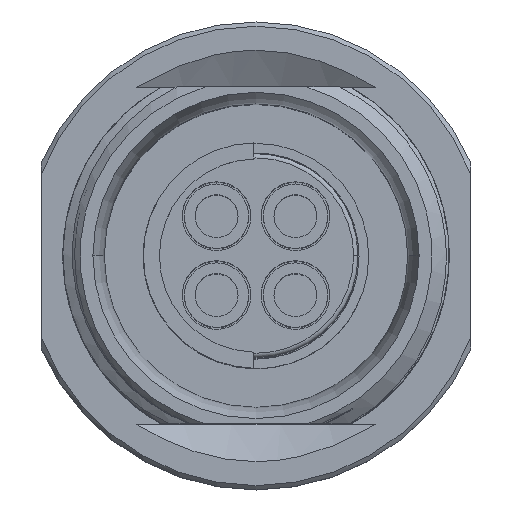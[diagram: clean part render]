
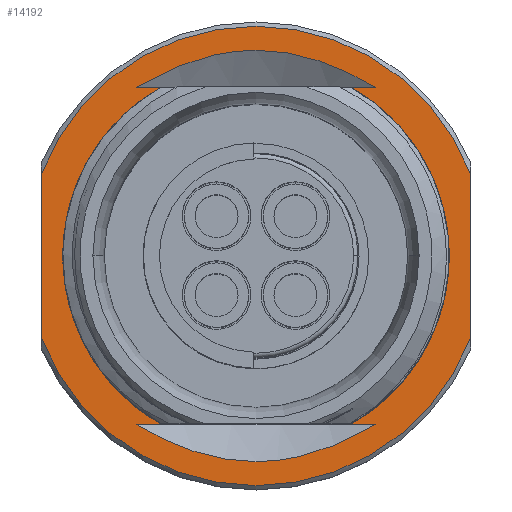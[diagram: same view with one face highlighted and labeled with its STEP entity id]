
A CAD part, top view. The second image highlights one B-rep face of the part: STEP entity #14192.
In plain terms, the highlighted planar face has unit normal (0, 0, 1).
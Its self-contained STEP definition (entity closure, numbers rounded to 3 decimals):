
#4421=CARTESIAN_POINT('',(5.,1.903,15.));
#4422=VERTEX_POINT('',#4421);
#4423=CARTESIAN_POINT('',(-5.,1.903,15.));
#4424=VERTEX_POINT('',#4423);
#4425=CARTESIAN_POINT('',(0.0,0.0,15.));
#4426=DIRECTION('',(0.,0.,1.0));
#4427=DIRECTION('',(0.935,0.356,0.));
#4428=AXIS2_PLACEMENT_3D('',#4425,#4426,#4427);
#4429=CIRCLE('',#4428,5.35);
#4430=EDGE_CURVE('',#4422,#4424,#4429,.T.);
#4460=CARTESIAN_POINT('',(5.,-1.903,15.));
#4461=VERTEX_POINT('',#4460);
#4471=CARTESIAN_POINT('',(-5.,-1.903,15.));
#4472=VERTEX_POINT('',#4471);
#4473=CARTESIAN_POINT('',(0.0,0.0,15.));
#4474=DIRECTION('',(0.,0.,1.0));
#4475=DIRECTION('',(-0.935,-0.356,0.));
#4476=AXIS2_PLACEMENT_3D('',#4473,#4474,#4475);
#4477=CIRCLE('',#4476,5.35);
#4478=EDGE_CURVE('',#4472,#4461,#4477,.T.);
#4497=CARTESIAN_POINT('',(2.784,3.925,15.0));
#4498=VERTEX_POINT('',#4497);
#4499=CARTESIAN_POINT('',(-2.784,3.925,15.));
#4500=VERTEX_POINT('',#4499);
#4508=CARTESIAN_POINT('',(0.,4.791,15.0));
#4509=VERTEX_POINT('',#4508);
#4510=CARTESIAN_POINT('',(-11.12,-5.45,15.));
#4511=CARTESIAN_POINT('',(0.,10.518,15.0));
#4512=CARTESIAN_POINT('',(11.12,-5.45,15.));
#4520=(BOUNDED_CURVE()B_SPLINE_CURVE(2,(#4510,#4511,#4512),.UNSPECIFIED.,.F.,.U.)B_SPLINE_CURVE_WITH_KNOTS((3,3),(0.0,30.234),.UNSPECIFIED.)CURVE()GEOMETRIC_REPRESENTATION_ITEM()RATIONAL_B_SPLINE_CURVE((1.0,1.788,1.0))REPRESENTATION_ITEM(''));
#4521=EDGE_CURVE('',#4509,#4498,#4520,.T.);
#4523=CARTESIAN_POINT('',(-11.12,-5.45,15.));
#4524=CARTESIAN_POINT('',(0.,10.518,15.0));
#4525=CARTESIAN_POINT('',(11.12,-5.45,15.));
#4533=(BOUNDED_CURVE()B_SPLINE_CURVE(2,(#4523,#4524,#4525),.UNSPECIFIED.,.F.,.U.)B_SPLINE_CURVE_WITH_KNOTS((3,3),(0.0,30.234),.UNSPECIFIED.)CURVE()GEOMETRIC_REPRESENTATION_ITEM()RATIONAL_B_SPLINE_CURVE((1.0,1.788,1.0))REPRESENTATION_ITEM(''));
#4534=EDGE_CURVE('',#4500,#4509,#4533,.T.);
#4544=CARTESIAN_POINT('',(2.784,-3.925,15.));
#4545=VERTEX_POINT('',#4544);
#4546=CARTESIAN_POINT('',(0.,-4.791,15.));
#4547=VERTEX_POINT('',#4546);
#4548=CARTESIAN_POINT('',(11.12,5.45,15.));
#4549=CARTESIAN_POINT('',(0.,-10.518,15.));
#4550=CARTESIAN_POINT('',(-11.12,5.45,15.0));
#4558=(BOUNDED_CURVE()B_SPLINE_CURVE(2,(#4548,#4549,#4550),.UNSPECIFIED.,.F.,.U.)B_SPLINE_CURVE_WITH_KNOTS((3,3),(0.0,30.234),.UNSPECIFIED.)CURVE()GEOMETRIC_REPRESENTATION_ITEM()RATIONAL_B_SPLINE_CURVE((1.0,1.788,1.0))REPRESENTATION_ITEM(''));
#4559=EDGE_CURVE('',#4545,#4547,#4558,.T.);
#4561=CARTESIAN_POINT('',(-2.784,-3.925,15.));
#4562=VERTEX_POINT('',#4561);
#4570=CARTESIAN_POINT('',(11.12,5.45,15.));
#4571=CARTESIAN_POINT('',(0.,-10.518,15.));
#4572=CARTESIAN_POINT('',(-11.12,5.45,15.0));
#4580=(BOUNDED_CURVE()B_SPLINE_CURVE(2,(#4570,#4571,#4572),.UNSPECIFIED.,.F.,.U.)B_SPLINE_CURVE_WITH_KNOTS((3,3),(0.0,30.234),.UNSPECIFIED.)CURVE()GEOMETRIC_REPRESENTATION_ITEM()RATIONAL_B_SPLINE_CURVE((1.0,1.788,1.0))REPRESENTATION_ITEM(''));
#4581=EDGE_CURVE('',#4547,#4562,#4580,.T.);
#5439=CARTESIAN_POINT('',(-2.201,-3.925,15.));
#5440=VERTEX_POINT('',#5439);
#5447=CARTESIAN_POINT('',(-2.784,-3.925,15.));
#5448=DIRECTION('',(1.0,0.0,0.0));
#5449=VECTOR('',#5448,0.583);
#5450=LINE('',#5447,#5449);
#5451=EDGE_CURVE('',#4562,#5440,#5450,.T.);
#5454=CARTESIAN_POINT('',(2.201,-3.925,15.));
#5455=VERTEX_POINT('',#5454);
#5456=CARTESIAN_POINT('',(2.201,-3.925,15.));
#5457=DIRECTION('',(1.0,0.0,0.0));
#5458=VECTOR('',#5457,0.583);
#5459=LINE('',#5456,#5458);
#5460=EDGE_CURVE('',#5455,#4545,#5459,.T.);
#9768=CARTESIAN_POINT('',(2.201,3.925,15.));
#9769=VERTEX_POINT('',#9768);
#9776=CARTESIAN_POINT('',(2.201,3.925,15.));
#9777=DIRECTION('',(1.0,0.0,0.0));
#9778=VECTOR('',#9777,0.583);
#9779=LINE('',#9776,#9778);
#9780=EDGE_CURVE('',#9769,#4498,#9779,.T.);
#9783=CARTESIAN_POINT('',(-2.201,3.925,15.0));
#9784=VERTEX_POINT('',#9783);
#9785=CARTESIAN_POINT('',(-2.784,3.925,15.));
#9786=DIRECTION('',(1.0,0.0,0.0));
#9787=VECTOR('',#9786,0.583);
#9788=LINE('',#9785,#9787);
#9789=EDGE_CURVE('',#4500,#9784,#9788,.T.);
#14142=CARTESIAN_POINT('',(0.0,0.0,15.));
#14143=DIRECTION('',(0.,0.,1.0));
#14144=DIRECTION('',(-0.489,0.872,0.));
#14145=AXIS2_PLACEMENT_3D('',#14142,#14143,#14144);
#14146=CIRCLE('',#14145,4.5);
#14147=EDGE_CURVE('',#9784,#5440,#14146,.T.);
#14153=CARTESIAN_POINT('',(5.5,-5.885,15.));
#14154=DIRECTION('',(0.0,0.0,-1.0));
#14155=DIRECTION('',(-1.0,0.0,0.0));
#14156=AXIS2_PLACEMENT_3D('',#14153,#14154,#14155);
#14157=PLANE('',#14156);
#14158=CARTESIAN_POINT('',(5.,1.903,15.));
#14159=DIRECTION('',(0.0,-1.0,0.0));
#14160=VECTOR('',#14159,3.807);
#14161=LINE('',#14158,#14160);
#14162=EDGE_CURVE('',#4422,#4461,#14161,.T.);
#14163=ORIENTED_EDGE('',*,*,#14162,.F.);
#14164=ORIENTED_EDGE('',*,*,#4430,.T.);
#14165=CARTESIAN_POINT('',(-5.,-1.903,15.));
#14166=DIRECTION('',(0.0,1.0,0.0));
#14167=VECTOR('',#14166,3.807);
#14168=LINE('',#14165,#14167);
#14169=EDGE_CURVE('',#4472,#4424,#14168,.T.);
#14170=ORIENTED_EDGE('',*,*,#14169,.F.);
#14171=ORIENTED_EDGE('',*,*,#4478,.T.);
#14172=EDGE_LOOP('',(#14163,#14164,#14170,#14171));
#14173=FACE_OUTER_BOUND('',#14172,.T.);
#14174=ORIENTED_EDGE('',*,*,#14147,.F.);
#14175=ORIENTED_EDGE('',*,*,#9789,.F.);
#14176=ORIENTED_EDGE('',*,*,#4534,.T.);
#14177=ORIENTED_EDGE('',*,*,#4521,.T.);
#14178=ORIENTED_EDGE('',*,*,#9780,.F.);
#14179=CARTESIAN_POINT('',(0.0,0.0,15.));
#14180=DIRECTION('',(0.,0.,-1.0));
#14181=DIRECTION('',(0.489,0.872,0.));
#14182=AXIS2_PLACEMENT_3D('',#14179,#14180,#14181);
#14183=CIRCLE('',#14182,4.5);
#14184=EDGE_CURVE('',#9769,#5455,#14183,.T.);
#14185=ORIENTED_EDGE('',*,*,#14184,.T.);
#14186=ORIENTED_EDGE('',*,*,#5460,.T.);
#14187=ORIENTED_EDGE('',*,*,#4559,.T.);
#14188=ORIENTED_EDGE('',*,*,#4581,.T.);
#14189=ORIENTED_EDGE('',*,*,#5451,.T.);
#14190=EDGE_LOOP('',(#14174,#14175,#14176,#14177,#14178,#14185,#14186,#14187,#14188,#14189));
#14191=FACE_BOUND('',#14190,.T.);
#14192=ADVANCED_FACE('',(#14173,#14191),#14157,.F.);
